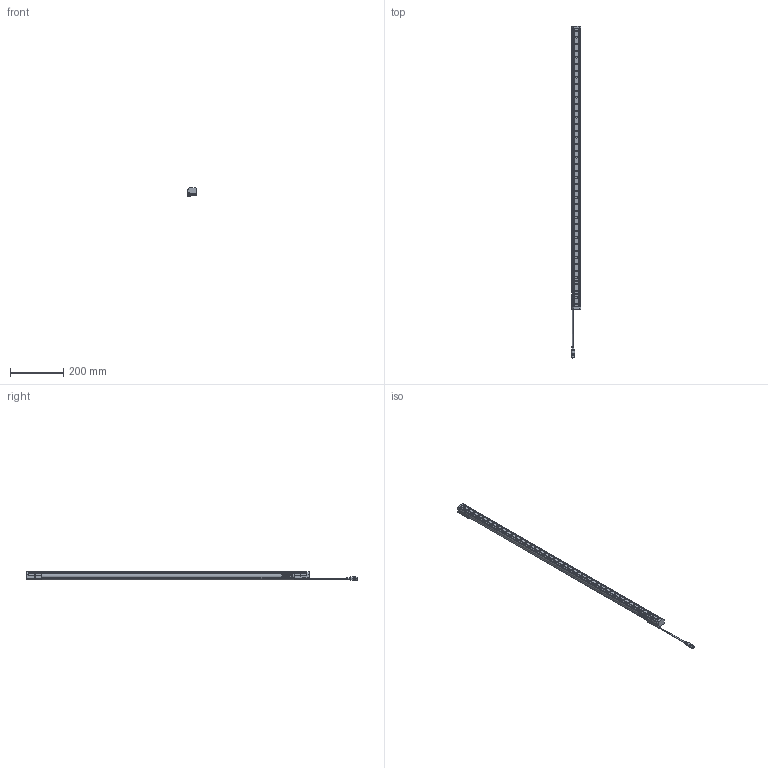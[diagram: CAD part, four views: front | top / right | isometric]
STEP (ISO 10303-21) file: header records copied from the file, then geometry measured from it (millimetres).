
FILE_DESCRIPTION(('OneSpaceDesigner STEP Export'),'2;1');
FILE_NAME('C4C-EA1053XX10000.stp','2013-10-21T12:20:29',('SICK AG'),('SICK AG'),'Creo Elements/Direct Modeling STEP processor for AP214 (Solid Model)','Creo Elements/Direct Modeling 18.1D 22-Jun-2013 (C) Parametric Technology GmbH','');
FILE_SCHEMA(('AUTOMOTIVE_DESIGN { 1 0 10303 214 1 1 1 1 }'));
Length unit declared in the file: millimetre
Products named in the file (2): C4C-EA1053XX10000
Assembly tree (1 placements, depth 2):
  C4C-EA1053XX10000
    C4C-EA1053XX10000
Bounding box: 37.09 x 1244.89 x 33.49 mm (x, y, z)
Volume: 874985.3 mm3; surface area: 137589.7 mm2
Topology: 1 solids, 1 shells, 683 faces, 1810 edges, 1203 vertices
Faces by surface type: plane 398, cylinder 278, cone 4, torus 2, bspline 1
Entity records: 33176 total; most frequent: CARTESIAN_POINT 10332, ORIENTED_EDGE 3620, DIRECTION 3616, EDGE_CURVE 1810, VECTOR 1206, LINE 1206, AXIS2_PLACEMENT_3D 1205, VERTEX_POINT 1203
